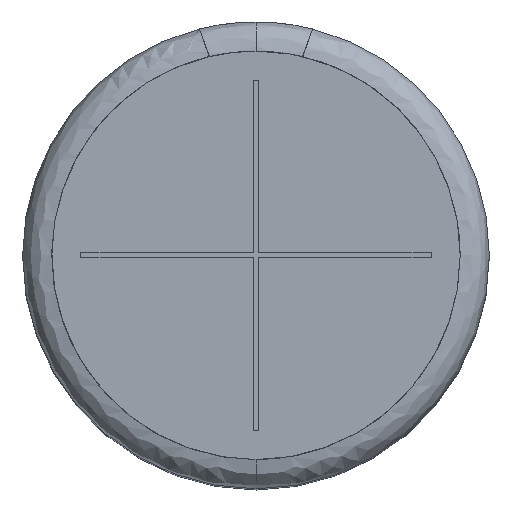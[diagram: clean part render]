
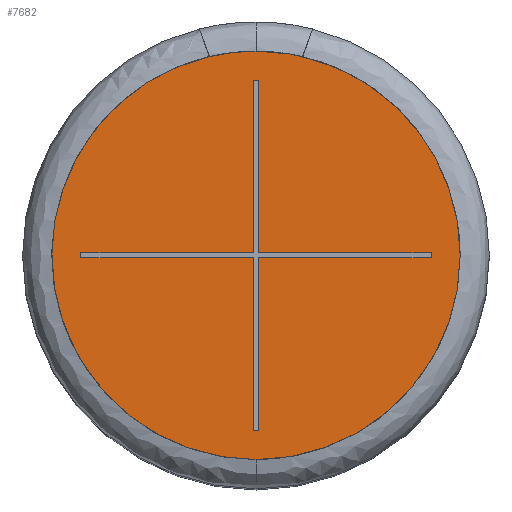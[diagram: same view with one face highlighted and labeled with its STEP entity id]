
A CAD part, top view. The second image highlights one B-rep face of the part: STEP entity #7682.
In plain terms, the highlighted planar face has unit normal (0, 0, 1).
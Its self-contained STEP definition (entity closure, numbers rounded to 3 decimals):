
#4429 = CARTESIAN_POINT ( 'NONE',  ( -281.794, -146.315, 12.38 ) ) ;
#4461 = DIRECTION ( 'NONE',  ( -1., 0., 0. ) ) ;
#4462 = VECTOR ( 'NONE', #4461, 1000. ) ;
#4463 = CARTESIAN_POINT ( 'NONE',  ( -278.294, -153.401, 12.38 ) ) ;
#4464 = LINE ( 'NONE', #4463, #4462 ) ;
#4512 = CARTESIAN_POINT ( 'NONE',  ( -281.709, -153.401, 12.38 ) ) ;
#4540 = CARTESIAN_POINT ( 'NONE',  ( -275.794, -153.401, 12.38 ) ) ;
#4651 = CARTESIAN_POINT ( 'NONE',  ( -281.794, -146.315, 12.38 ) ) ;
#4652 = CARTESIAN_POINT ( 'NONE',  ( -295.794, -146.315, 12.38 ) ) ;
#4653 = CARTESIAN_POINT ( 'NONE',  ( -295.794, -160.315, 12.38 ) ) ;
#4654 = CARTESIAN_POINT ( 'NONE',  ( -281.794, -160.315, 12.38 ) ) ;
#4735 = CARTESIAN_POINT ( 'NONE',  ( -281.794, -160.315, 12.38 ) ) ;
#4736 =( BOUNDED_CURVE ( )  B_SPLINE_CURVE ( 3, ( #4654, #4653, #4652, #4651 ),
 .UNSPECIFIED., .F., .T. ) 
 B_SPLINE_CURVE_WITH_KNOTS ( ( 4, 4 ),
 ( 0., 1. ),
 .UNSPECIFIED. ) 
 CURVE ( )  GEOMETRIC_REPRESENTATION_ITEM ( )  RATIONAL_B_SPLINE_CURVE ( ( 1., 0.333, 0.333, 1. ) ) 
 REPRESENTATION_ITEM ( '' )  );
#4767 = CARTESIAN_POINT ( 'NONE',  ( -281.709, -159.315, 12.38 ) ) ;
#5076 = DIRECTION ( 'NONE',  ( 0., -1., 0. ) ) ;
#5077 = CARTESIAN_POINT ( 'NONE',  ( -281.709, -153.315, 12.38 ) ) ;
#5090 = LINE ( 'NONE', #5077, #5091 ) ;
#5091 = VECTOR ( 'NONE', #5076, 1000. ) ;
#5103 = CARTESIAN_POINT ( 'NONE',  ( -281.88, -153.401, 12.38 ) ) ;
#5510 = CARTESIAN_POINT ( 'NONE',  ( -281.88, -159.315, 12.38 ) ) ;
#5592 = CARTESIAN_POINT ( 'NONE',  ( -281.88, -153.315, 12.38 ) ) ;
#5593 = LINE ( 'NONE', #5592, #5694 ) ;
#5623 = DIRECTION ( 'NONE',  ( 0., -1., 0. ) ) ;
#5647 = VECTOR ( 'NONE', #5623, 1000. ) ;
#5649 = DIRECTION ( 'NONE',  ( -1., 0., 0. ) ) ;
#5650 = VECTOR ( 'NONE', #5649, 1000. ) ;
#5651 = CARTESIAN_POINT ( 'NONE',  ( -278.294, -159.315, 12.38 ) ) ;
#5652 = LINE ( 'NONE', #5651, #5650 ) ;
#5654 = LINE ( 'NONE', #5656, #5647 ) ;
#5656 = CARTESIAN_POINT ( 'NONE',  ( -281.709, -153.315, 12.38 ) ) ;
#5657 = DIRECTION ( 'NONE',  ( 1., 0., 0. ) ) ;
#5658 = VECTOR ( 'NONE', #5657, 1000. ) ;
#5659 = CARTESIAN_POINT ( 'NONE',  ( -278.294, -153.23, 12.38 ) ) ;
#5693 = DIRECTION ( 'NONE',  ( 0., 1., 0. ) ) ;
#5694 = VECTOR ( 'NONE', #5693, 1000. ) ;
#5700 = LINE ( 'NONE', #5659, #5658 ) ;
#5710 = DIRECTION ( 'NONE',  ( 0., -1., 0. ) ) ;
#5711 = VECTOR ( 'NONE', #5710, 1000. ) ;
#5712 = CARTESIAN_POINT ( 'NONE',  ( -275.794, -153.315, 12.38 ) ) ;
#5717 = LINE ( 'NONE', #5712, #5711 ) ;
#5754 = CARTESIAN_POINT ( 'NONE',  ( -287.794, -153.401, 12.38 ) ) ;
#5789 = CARTESIAN_POINT ( 'NONE',  ( -278.294, -153.23, 12.38 ) ) ;
#5790 = LINE ( 'NONE', #5789, #5888 ) ;
#5820 = LINE ( 'NONE', #5897, #5896 ) ;
#5879 = CARTESIAN_POINT ( 'NONE',  ( -277.694, -146.315, 12.38 ) ) ;
#5880 = CARTESIAN_POINT ( 'NONE',  ( -281.794, -146.315, 12.38 ) ) ;
#5884 =( BOUNDED_CURVE ( )  B_SPLINE_CURVE ( 3, ( #5880, #5879, #5955, #5954 ),
 .UNSPECIFIED., .F., .T. ) 
 B_SPLINE_CURVE_WITH_KNOTS ( ( 4, 4 ),
 ( 0., 1. ),
 .UNSPECIFIED. ) 
 CURVE ( )  GEOMETRIC_REPRESENTATION_ITEM ( )  RATIONAL_B_SPLINE_CURVE ( ( 1., 0.805, 0.805, 1. ) ) 
 REPRESENTATION_ITEM ( '' )  );
#5887 = DIRECTION ( 'NONE',  ( 1., 0., 0. ) ) ;
#5888 = VECTOR ( 'NONE', #5887, 1000. ) ;
#5895 = DIRECTION ( 'NONE',  ( -1., 0., 0. ) ) ;
#5896 = VECTOR ( 'NONE', #5895, 1000. ) ;
#5897 = CARTESIAN_POINT ( 'NONE',  ( -278.294, -153.401, 12.38 ) ) ;
#5924 = CARTESIAN_POINT ( 'NONE',  ( -281.794, -160.315, 12.38 ) ) ;
#5925 = CARTESIAN_POINT ( 'NONE',  ( -277.694, -160.315, 12.38 ) ) ;
#5926 = CARTESIAN_POINT ( 'NONE',  ( -274.794, -157.416, 12.38 ) ) ;
#5927 = CARTESIAN_POINT ( 'NONE',  ( -274.794, -153.315, 12.38 ) ) ;
#5930 =( BOUNDED_CURVE ( )  B_SPLINE_CURVE ( 3, ( #5927, #5926, #5925, #5924 ),
 .UNSPECIFIED., .F., .T. ) 
 B_SPLINE_CURVE_WITH_KNOTS ( ( 4, 4 ),
 ( 0., 1. ),
 .UNSPECIFIED. ) 
 CURVE ( )  GEOMETRIC_REPRESENTATION_ITEM ( )  RATIONAL_B_SPLINE_CURVE ( ( 1., 0.805, 0.805, 1. ) ) 
 REPRESENTATION_ITEM ( '' )  );
#5939 = CARTESIAN_POINT ( 'NONE',  ( -274.794, -153.315, 12.38 ) ) ;
#5954 = CARTESIAN_POINT ( 'NONE',  ( -274.794, -153.315, 12.38 ) ) ;
#5955 = CARTESIAN_POINT ( 'NONE',  ( -274.794, -149.215, 12.38 ) ) ;
#6149 = DIRECTION ( 'NONE',  ( 0., 1., 0. ) ) ;
#6150 = VECTOR ( 'NONE', #6149, 1000. ) ;
#6152 = DIRECTION ( 'NONE',  ( 0., 1., 0. ) ) ;
#6154 = VECTOR ( 'NONE', #6152, 1000. ) ;
#6156 = CARTESIAN_POINT ( 'NONE',  ( -281.88, -153.315, 12.38 ) ) ;
#6157 = LINE ( 'NONE', #6156, #6150 ) ;
#6158 = CARTESIAN_POINT ( 'NONE',  ( -281.709, -147.315, 12.38 ) ) ;
#6163 = CARTESIAN_POINT ( 'NONE',  ( -287.794, -153.23, 12.38 ) ) ;
#6164 = CARTESIAN_POINT ( 'NONE',  ( -287.794, -153.315, 12.38 ) ) ;
#6207 = CARTESIAN_POINT ( 'NONE',  ( -281.88, -147.315, 12.38 ) ) ;
#6214 = LINE ( 'NONE', #6164, #6154 ) ;
#6316 = CARTESIAN_POINT ( 'NONE',  ( -281.709, -153.23, 12.38 ) ) ;
#6390 = DIRECTION ( 'NONE',  ( 1., 0., 0. ) ) ;
#6391 = VECTOR ( 'NONE', #6390, 1000. ) ;
#6392 = CARTESIAN_POINT ( 'NONE',  ( -278.294, -147.315, 12.38 ) ) ;
#6393 = LINE ( 'NONE', #6392, #6391 ) ;
#6492 = FACE_BOUND ( 'NONE', #7542, .T. ) ;
#6497 = AXIS2_PLACEMENT_3D ( 'NONE', #6539, #6538, #6537 ) ;
#6504 = CARTESIAN_POINT ( 'NONE',  ( -275.794, -153.23, 12.38 ) ) ;
#6526 = PLANE ( 'NONE',  #6497 ) ;
#6531 = FACE_OUTER_BOUND ( 'NONE', #7530, .T. ) ;
#6537 = DIRECTION ( 'NONE',  ( 1., 0., 0. ) ) ;
#6538 = DIRECTION ( 'NONE',  ( 0., 0., 1. ) ) ;
#6539 = CARTESIAN_POINT ( 'NONE',  ( -278.294, -153.315, 12.38 ) ) ;
#6579 = CARTESIAN_POINT ( 'NONE',  ( -281.88, -153.23, 12.38 ) ) ;
#7160 = VERTEX_POINT ( 'NONE', #5510 ) ;
#7165 = ORIENTED_EDGE ( 'NONE', *, *, #7532, .F. ) ;
#7215 = VERTEX_POINT ( 'NONE', #4512 ) ;
#7225 = VERTEX_POINT ( 'NONE', #4540 ) ;
#7237 = VERTEX_POINT ( 'NONE', #4429 ) ;
#7244 = EDGE_CURVE ( 'NONE', #7225, #7215, #4464, .T. ) ;
#7291 = EDGE_CURVE ( 'NONE', #7293, #7237, #4736, .T. ) ;
#7293 = VERTEX_POINT ( 'NONE', #4735 ) ;
#7311 = VERTEX_POINT ( 'NONE', #4767 ) ;
#7424 = EDGE_CURVE ( 'NONE', #7215, #7311, #5090, .T. ) ;
#7434 = VERTEX_POINT ( 'NONE', #5103 ) ;
#7438 = ORIENTED_EDGE ( 'NONE', *, *, #7480, .T. ) ;
#7446 = ORIENTED_EDGE ( 'NONE', *, *, #7488, .T. ) ;
#7458 = ORIENTED_EDGE ( 'NONE', *, *, #7485, .T. ) ;
#7460 = ORIENTED_EDGE ( 'NONE', *, *, #7538, .F. ) ;
#7480 = EDGE_CURVE ( 'NONE', #7160, #7434, #5593, .T. ) ;
#7483 = EDGE_CURVE ( 'NONE', #7637, #7645, #5700, .T. ) ;
#7485 = EDGE_CURVE ( 'NONE', #7311, #7160, #5652, .T. ) ;
#7488 = EDGE_CURVE ( 'NONE', #7624, #7637, #5654, .T. ) ;
#7496 = VERTEX_POINT ( 'NONE', #5754 ) ;
#7501 = EDGE_CURVE ( 'NONE', #7645, #7225, #5717, .T. ) ;
#7520 = EDGE_CURVE ( 'NONE', #7434, #7496, #5820, .T. ) ;
#7530 = EDGE_LOOP ( 'NONE', ( #7165, #7559, #7460 ) ) ;
#7531 = EDGE_CURVE ( 'NONE', #7621, #7639, #5790, .T. ) ;
#7532 = EDGE_CURVE ( 'NONE', #7237, #7541, #5884, .T. ) ;
#7538 = EDGE_CURVE ( 'NONE', #7541, #7293, #5930, .T. ) ;
#7539 = ORIENTED_EDGE ( 'NONE', *, *, #7483, .T. ) ;
#7540 = ORIENTED_EDGE ( 'NONE', *, *, #7520, .T. ) ;
#7541 = VERTEX_POINT ( 'NONE', #5939 ) ;
#7542 = EDGE_LOOP ( 'NONE', ( #7539, #7560, #7544, #7543, #7458, #7438, #7540, #7553, #7545, #7556, #7558, #7446 ) ) ;
#7543 = ORIENTED_EDGE ( 'NONE', *, *, #7424, .T. ) ;
#7544 = ORIENTED_EDGE ( 'NONE', *, *, #7244, .T. ) ;
#7545 = ORIENTED_EDGE ( 'NONE', *, *, #7531, .T. ) ;
#7553 = ORIENTED_EDGE ( 'NONE', *, *, #7623, .T. ) ;
#7556 = ORIENTED_EDGE ( 'NONE', *, *, #7634, .T. ) ;
#7558 = ORIENTED_EDGE ( 'NONE', *, *, #7643, .T. ) ;
#7559 = ORIENTED_EDGE ( 'NONE', *, *, #7291, .F. ) ;
#7560 = ORIENTED_EDGE ( 'NONE', *, *, #7501, .T. ) ;
#7621 = VERTEX_POINT ( 'NONE', #6163 ) ;
#7623 = EDGE_CURVE ( 'NONE', #7496, #7621, #6214, .T. ) ;
#7624 = VERTEX_POINT ( 'NONE', #6158 ) ;
#7628 = VERTEX_POINT ( 'NONE', #6207 ) ;
#7634 = EDGE_CURVE ( 'NONE', #7639, #7628, #6157, .T. ) ;
#7637 = VERTEX_POINT ( 'NONE', #6316 ) ;
#7639 = VERTEX_POINT ( 'NONE', #6579 ) ;
#7643 = EDGE_CURVE ( 'NONE', #7628, #7624, #6393, .T. ) ;
#7645 = VERTEX_POINT ( 'NONE', #6504 ) ;
#7682 = ADVANCED_FACE ( 'NONE', ( #6531, #6492 ), #6526, .T. ) ;
